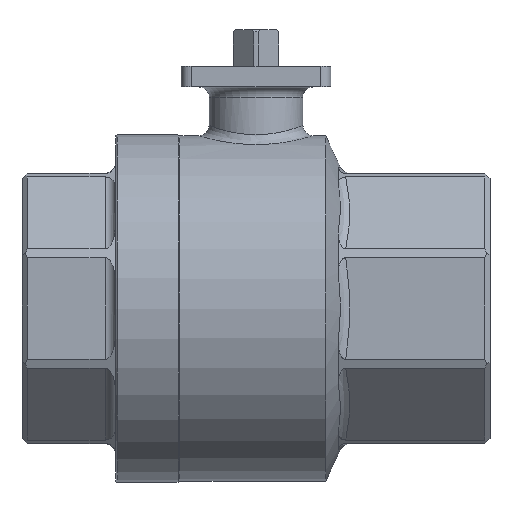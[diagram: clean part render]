
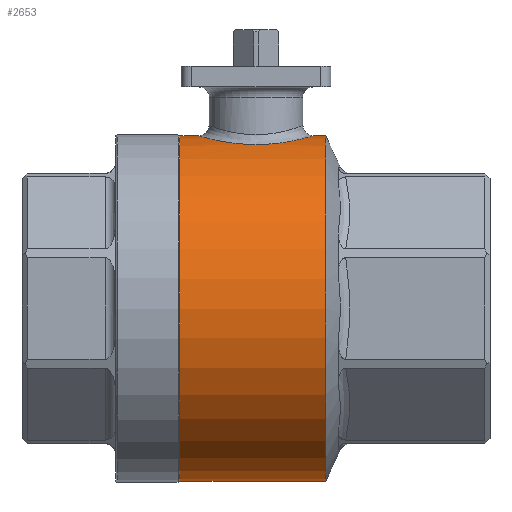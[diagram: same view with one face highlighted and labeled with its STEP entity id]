
A CAD part, left-side view. The second image highlights one B-rep face of the part: STEP entity #2653.
In plain terms, the highlighted cylindrical face has radius 83 mm (diameter 166 mm), a full revolution.
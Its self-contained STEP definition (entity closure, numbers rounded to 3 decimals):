
#118=B_SPLINE_CURVE_WITH_KNOTS('',3,(#3473,#3474,#3475,#3476,#3477,#3478,
#3479,#3480,#3481,#3482,#3483,#3484,#3485,#3486,#3487,#3488,#3489,#3490,
#3491,#3492,#3493,#3494,#3495,#3496,#3497,#3498,#3499,#3500,#3501,#3502,
#3503,#3504,#3505,#3506,#3507,#3508,#3509,#3510,#3511,#3512,#3513,#3514,
#3515,#3516,#3517,#3518,#3519,#3520),.UNSPECIFIED.,.T.,.F.,(1,1,1,1,1,1,
1,1,1,1,1,1,1,1,1,1,1,1,1,1,1,1,1,1,1,1,1,1,1,1,1,1,1,1,1,1,1,1,1,1,1,1,
1,1,1,1,1,1,1,1,1,1),(-0.01,-0.005,-0.003,
0.,0.003,0.005,0.008,0.01,
0.016,0.021,0.026,0.031,
0.037,0.039,0.042,0.045,
0.047,0.052,0.055,0.058,
0.06,0.063,0.068,0.073,
0.079,0.081,0.084,0.089,
0.094,0.097,0.1,0.105,
0.11,0.115,0.118,0.121,
0.123,0.126,0.129,0.131,
0.136,0.142,0.144,0.147,
0.152,0.157,0.163,0.165,
0.168,0.171,0.173,0.176),
 .UNSPECIFIED.);
#178=CIRCLE('',#2777,83.);
#179=CIRCLE('',#2778,83.);
#236=ORIENTED_EDGE('',*,*,#787,.T.);
#237=ORIENTED_EDGE('',*,*,#788,.T.);
#238=ORIENTED_EDGE('',*,*,#789,.T.);
#787=EDGE_CURVE('',#1061,#1061,#118,.T.);
#788=EDGE_CURVE('',#1062,#1062,#178,.F.);
#789=EDGE_CURVE('',#1063,#1063,#179,.T.);
#1061=VERTEX_POINT('',#3521);
#1062=VERTEX_POINT('',#3523);
#1063=VERTEX_POINT('',#3525);
#1578=EDGE_LOOP('',(#236));
#1579=EDGE_LOOP('',(#237));
#1580=EDGE_LOOP('',(#238));
#1720=FACE_BOUND('',#1578,.T.);
#1721=FACE_BOUND('',#1579,.T.);
#1722=FACE_BOUND('',#1580,.T.);
#1859=CYLINDRICAL_SURFACE('',#2776,83.);
#2653=ADVANCED_FACE('',(#1720,#1721,#1722),#1859,.T.);
#2776=AXIS2_PLACEMENT_3D('',#3472,#2958,#2959);
#2777=AXIS2_PLACEMENT_3D('',#3522,#2960,#2961);
#2778=AXIS2_PLACEMENT_3D('',#3524,#2962,#2963);
#2958=DIRECTION('',(0.,-1.,0.));
#2959=DIRECTION('',(0.,0.,-1.));
#2960=DIRECTION('',(0.,1.,0.));
#2961=DIRECTION('',(0.,0.,1.));
#2962=DIRECTION('',(0.,1.,0.));
#2963=DIRECTION('',(0.,0.,1.));
#3472=CARTESIAN_POINT('',(0.,225.,0.));
#3473=CARTESIAN_POINT('',(-25.856,109.846,78.87));
#3474=CARTESIAN_POINT('',(-25.978,112.501,78.83));
#3475=CARTESIAN_POINT('',(-25.857,115.149,78.87));
#3476=CARTESIAN_POINT('',(-25.501,117.746,78.986));
#3477=CARTESIAN_POINT('',(-24.914,120.302,79.174));
#3478=CARTESIAN_POINT('',(-23.806,123.665,79.517));
#3479=CARTESIAN_POINT('',(-21.899,127.554,80.076));
#3480=CARTESIAN_POINT('',(-18.724,131.78,80.887));
#3481=CARTESIAN_POINT('',(-14.874,135.247,81.694));
#3482=CARTESIAN_POINT('',(-10.305,137.937,82.405));
#3483=CARTESIAN_POINT('',(-6.177,139.323,82.802));
#3484=CARTESIAN_POINT('',(-2.668,139.902,82.971));
#3485=CARTESIAN_POINT('',(-0.05,140.046,83.014));
#3486=CARTESIAN_POINT('',(2.581,139.912,82.974));
#3487=CARTESIAN_POINT('',(6.095,139.344,82.808));
#3488=CARTESIAN_POINT('',(9.405,138.245,82.493));
#3489=CARTESIAN_POINT('',(12.546,136.622,82.057));
#3490=CARTESIAN_POINT('',(14.725,135.192,81.693));
#3491=CARTESIAN_POINT('',(16.753,133.553,81.3));
#3492=CARTESIAN_POINT('',(19.253,131.08,80.753));
#3493=CARTESIAN_POINT('',(21.857,127.623,80.087));
#3494=CARTESIAN_POINT('',(24.198,122.864,79.402));
#3495=CARTESIAN_POINT('',(25.372,118.67,79.028));
#3496=CARTESIAN_POINT('',(25.857,115.147,78.87));
#3497=CARTESIAN_POINT('',(26.017,111.652,78.817));
#3498=CARTESIAN_POINT('',(25.624,107.247,78.947));
#3499=CARTESIAN_POINT('',(24.441,103.007,79.325));
#3500=CARTESIAN_POINT('',(23.058,99.813,79.736));
#3501=CARTESIAN_POINT('',(21.359,96.722,80.214));
#3502=CARTESIAN_POINT('',(18.771,93.27,80.877));
#3503=CARTESIAN_POINT('',(14.838,89.727,81.7));
#3504=CARTESIAN_POINT('',(11.116,87.534,82.28));
#3505=CARTESIAN_POINT('',(7.821,86.23,82.644));
#3506=CARTESIAN_POINT('',(5.288,85.531,82.844));
#3507=CARTESIAN_POINT('',(2.706,85.103,82.97));
#3508=CARTESIAN_POINT('',(0.051,84.952,83.014));
#3509=CARTESIAN_POINT('',(-2.6,85.091,82.973));
#3510=CARTESIAN_POINT('',(-6.053,85.646,82.811));
#3511=CARTESIAN_POINT('',(-10.275,87.047,82.41));
#3512=CARTESIAN_POINT('',(-14.043,89.254,81.825));
#3513=CARTESIAN_POINT('',(-16.77,91.464,81.296));
#3514=CARTESIAN_POINT('',(-19.231,93.896,80.757));
#3515=CARTESIAN_POINT('',(-21.883,97.42,80.08));
#3516=CARTESIAN_POINT('',(-24.184,102.099,79.406));
#3517=CARTESIAN_POINT('',(-25.382,106.379,79.025));
#3518=CARTESIAN_POINT('',(-25.856,109.846,78.87));
#3519=CARTESIAN_POINT('',(-25.978,112.501,78.83));
#3520=CARTESIAN_POINT('',(-25.857,115.149,78.87));
#3521=CARTESIAN_POINT('',(-25.938,112.5,78.843));
#3522=CARTESIAN_POINT('',(0.,149.134,0.));
#3523=CARTESIAN_POINT('',(0.,149.134,83.));
#3524=CARTESIAN_POINT('',(0.,79.,0.));
#3525=CARTESIAN_POINT('',(0.,79.,83.));
